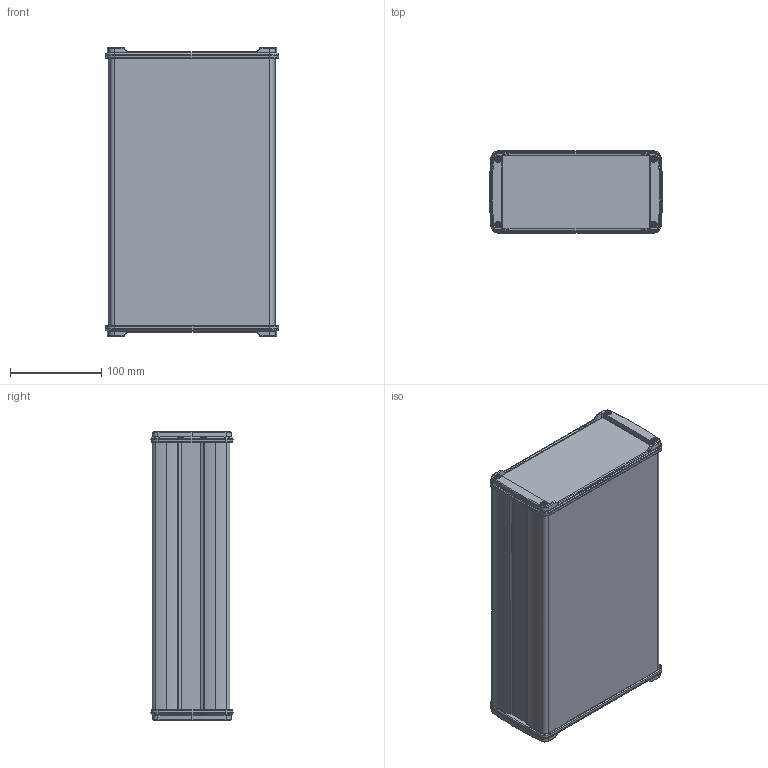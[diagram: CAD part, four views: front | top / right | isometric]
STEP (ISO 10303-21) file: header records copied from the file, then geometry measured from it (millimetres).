
FILE_DESCRIPTION (( 'STEP AP214' ), '1' );
FILE_NAME ('07503012.STEP', '2012-12-12T11:00:05', ( ' ' ), ( '' ), 'SwSTEP 2.0', 'SolidWorks 2011', '' );
FILE_SCHEMA (( 'AUTOMOTIVE_DESIGN' ));
Length unit declared in the file: millimetre
Products named in the file (8): 95984; 93686; 11570_300 lang; 93372; 88682; 56007; 12888; 07503012
Assembly tree (25 placements, depth 2):
  07503012
    95984  x8
    88682  x2
    11570_300 lang  x2
    93686  x8
    56007
    93372  x2
    12888  x2
Bounding box: 190 x 90 x 316.4 mm (x, y, z)
Volume: 1037896.8 mm3; surface area: 509672.6 mm2
Topology: 25 solids, 25 shells, 2250 faces, 5614 edges, 3442 vertices
Faces by surface type: cylinder 766, plane 662, torus 354, cone 236, bspline 208, sphere 24
Entity records: 41209 total; most frequent: CARTESIAN_POINT 11319, DIRECTION 6387, ORIENTED_EDGE 6158, EDGE_CURVE 3079, AXIS2_PLACEMENT_3D 2391, VERTEX_POINT 1927, VECTOR 1605, LINE 1605
